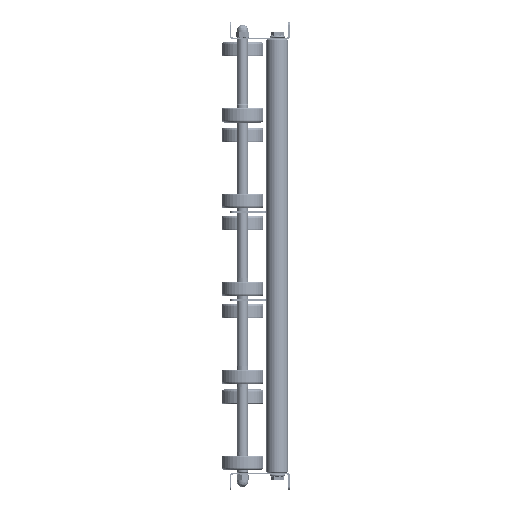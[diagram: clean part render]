
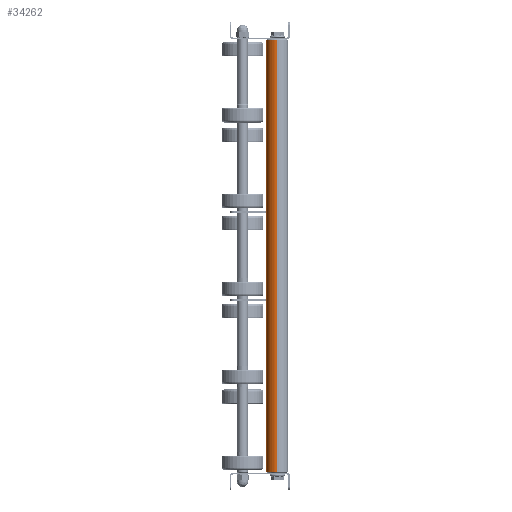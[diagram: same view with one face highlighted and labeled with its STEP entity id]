
A CAD part, left-side view. The second image highlights one B-rep face of the part: STEP entity #34262.
In plain terms, the highlighted cylindrical face has radius 12.5 mm (diameter 25 mm), a partial arc.
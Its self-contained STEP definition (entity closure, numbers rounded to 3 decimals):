
#2455 = ORIENTED_EDGE ( 'NONE', *, *, #23552, .F. ) ;
#2658 = CARTESIAN_POINT ( 'NONE',  ( 500., 0., -12.5 ) ) ;
#2896 = LINE ( 'NONE', #15435, #31140 ) ;
#3249 = VECTOR ( 'NONE', #11553, 1000. ) ;
#3684 = EDGE_CURVE ( 'NONE', #37180, #19330, #28132, .T. ) ;
#3980 = ORIENTED_EDGE ( 'NONE', *, *, #3684, .T. ) ;
#5218 = EDGE_LOOP ( 'NONE', ( #20060, #33022, #3980, #2455 ) ) ;
#5997 = CARTESIAN_POINT ( 'NONE',  ( 1., 0., 0. ) ) ;
#7135 = CARTESIAN_POINT ( 'NONE',  ( 499., 0., 0. ) ) ;
#7762 = EDGE_CURVE ( 'NONE', #24711, #37180, #20428, .T. ) ;
#8625 = CIRCLE ( 'NONE', #25846, 12.5 ) ;
#10024 = DIRECTION ( 'NONE',  ( -1., 0., 0. ) ) ;
#10782 = DIRECTION ( 'NONE',  ( 0., 0., -1. ) ) ;
#10829 = DIRECTION ( 'NONE',  ( 0., 0., 1. ) ) ;
#11553 = DIRECTION ( 'NONE',  ( -1., 0., 0. ) ) ;
#13453 = CARTESIAN_POINT ( 'NONE',  ( 1., 0., -12.5 ) ) ;
#14028 = AXIS2_PLACEMENT_3D ( 'NONE', #5997, #32573, #23899 ) ;
#15435 = CARTESIAN_POINT ( 'NONE',  ( 500., 0., 12.5 ) ) ;
#16944 = CARTESIAN_POINT ( 'NONE',  ( 499., 0., 12.5 ) ) ;
#18959 = FACE_OUTER_BOUND ( 'NONE', #5218, .T. ) ;
#19330 = VERTEX_POINT ( 'NONE', #36773 ) ;
#19549 = AXIS2_PLACEMENT_3D ( 'NONE', #37211, #30679, #10829 ) ;
#20060 = ORIENTED_EDGE ( 'NONE', *, *, #27268, .T. ) ;
#20428 = LINE ( 'NONE', #2658, #3249 ) ;
#23552 = EDGE_CURVE ( 'NONE', #27614, #19330, #2896, .T. ) ;
#23899 = DIRECTION ( 'NONE',  ( 0., 0., -1. ) ) ;
#24084 = DIRECTION ( 'NONE',  ( -1., 0., 0. ) ) ;
#24711 = VERTEX_POINT ( 'NONE', #32135 ) ;
#24887 = CYLINDRICAL_SURFACE ( 'NONE', #19549, 12.5 ) ;
#25846 = AXIS2_PLACEMENT_3D ( 'NONE', #7135, #10024, #10782 ) ;
#27268 = EDGE_CURVE ( 'NONE', #27614, #24711, #8625, .T. ) ;
#27614 = VERTEX_POINT ( 'NONE', #16944 ) ;
#28132 = CIRCLE ( 'NONE', #14028, 12.5 ) ;
#30679 = DIRECTION ( 'NONE',  ( -1., 0., 0. ) ) ;
#31140 = VECTOR ( 'NONE', #24084, 1000. ) ;
#32135 = CARTESIAN_POINT ( 'NONE',  ( 499., 0., -12.5 ) ) ;
#32573 = DIRECTION ( 'NONE',  ( 1., 0., 0. ) ) ;
#33022 = ORIENTED_EDGE ( 'NONE', *, *, #7762, .T. ) ;
#34262 = ADVANCED_FACE ( 'NONE', ( #18959 ), #24887, .T. ) ;
#36773 = CARTESIAN_POINT ( 'NONE',  ( 1., 0., 12.5 ) ) ;
#37180 = VERTEX_POINT ( 'NONE', #13453 ) ;
#37211 = CARTESIAN_POINT ( 'NONE',  ( 500., 0., 0. ) ) ;
